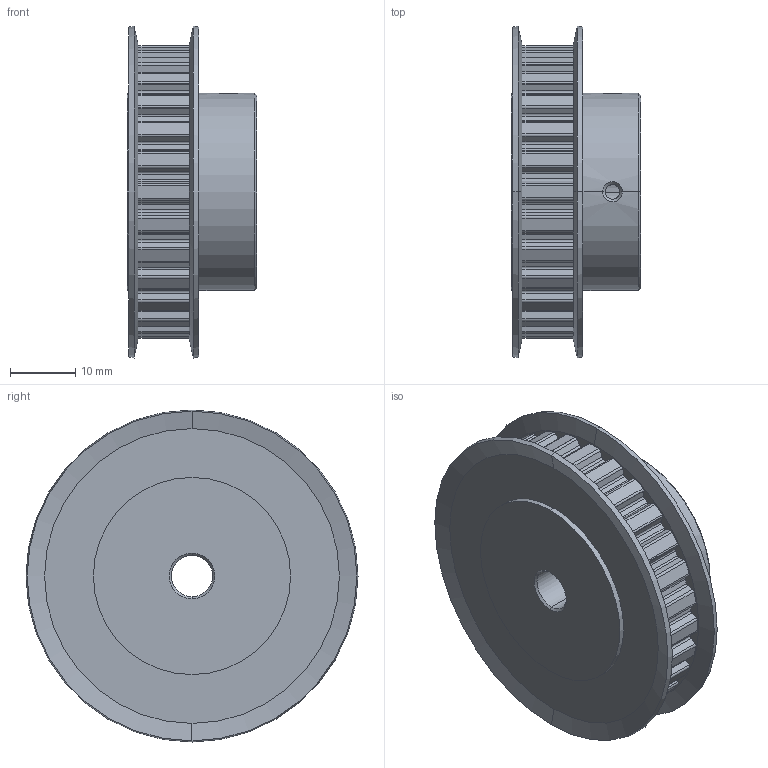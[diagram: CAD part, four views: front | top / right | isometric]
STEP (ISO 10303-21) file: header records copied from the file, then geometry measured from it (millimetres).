
FILE_DESCRIPTION (( 'STEP AP214' ), '1' );
FILE_NAME ('APB28XL025BF-250.step', '2015-04-08T21:00:07', ( '' ), ( '' ), 'SwSTEP 2.0', 'SolidWorks 2014', '' );
FILE_SCHEMA (( 'AUTOMOTIVE_DESIGN' ));
Length unit declared in the file: inch
Products named in the file (1): APB28XL025BF-250
Bounding box: 19.84 x 50.8 x 50.8 mm (x, y, z)
Volume: 21799.7 mm3; surface area: 8230.2 mm2
Topology: 1 solids, 1 shells, 282 faces, 815 edges, 537 vertices
Faces by surface type: cylinder 170, plane 90, cone 18, bspline 4
Entity records: 11528 total; most frequent: CARTESIAN_POINT 3760, DIRECTION 1708, ORIENTED_EDGE 1630, EDGE_CURVE 815, AXIS2_PLACEMENT_3D 633, VERTEX_POINT 537, VECTOR 442, LINE 442
